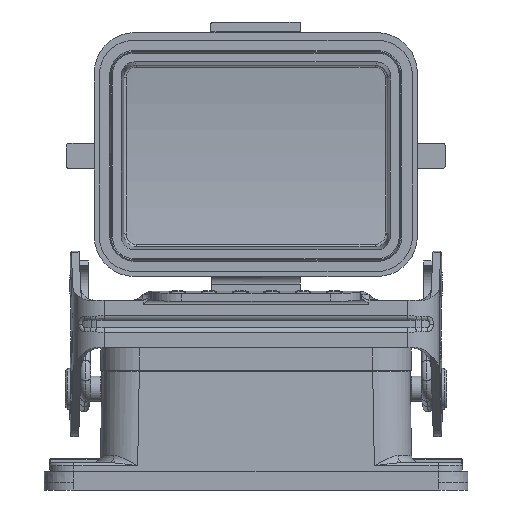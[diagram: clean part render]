
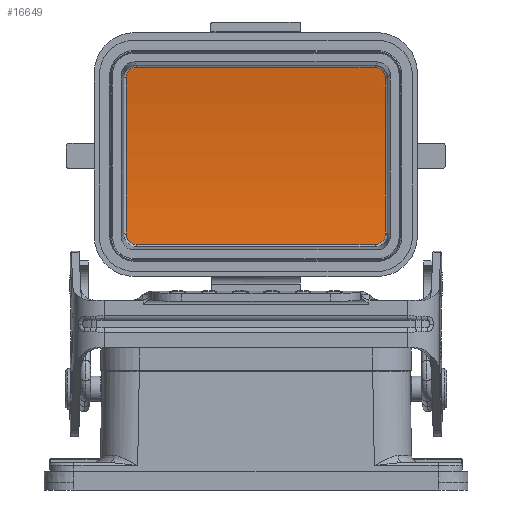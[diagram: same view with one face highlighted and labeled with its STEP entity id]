
A CAD part, left-side view. The second image highlights one B-rep face of the part: STEP entity #16649.
In plain terms, the highlighted cylindrical face has radius 117.991 mm (diameter 235.983 mm), a partial arc.
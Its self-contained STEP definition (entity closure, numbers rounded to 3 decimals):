
#672=CYLINDRICAL_SURFACE('',#53182,117.991);
#1482=CIRCLE('',#53178,117.991);
#1483=CIRCLE('',#53179,117.991);
#1484=CIRCLE('',#53180,117.991);
#1485=CIRCLE('',#53181,117.991);
#16649=ADVANCED_FACE('',(#18622),#672,.F.);
#18622=FACE_OUTER_BOUND('',#20028,.T.);
#20028=EDGE_LOOP('',(#26169,#26170,#26171,#26172,#26173,#26174,#26175,#26176,
#26177,#26178));
#21745=B_SPLINE_CURVE_WITH_KNOTS('',3,(#120486,#120487,#120488,#120489,
#120490,#120491,#120492,#120493,#120494,#120495,#120496,#120497,#120498,
#120499,#120500,#120501),.UNSPECIFIED.,.F.,.F.,(4,2,2,2,2,2,2,4),(0.,0.5,
0.563,0.625,0.75,0.813,
0.875,1.),.UNSPECIFIED.);
#21746=B_SPLINE_CURVE_WITH_KNOTS('',3,(#120507,#120508,#120509,#120510,
#120511,#120512,#120513,#120514,#120515,#120516),.UNSPECIFIED.,.F.,.F.,
(4,2,2,2,4),(0.,0.125,0.25,0.5,1.),
 .UNSPECIFIED.);
#21747=B_SPLINE_CURVE_WITH_KNOTS('',3,(#120520,#120521,#120522,#120523,
#120524,#120525,#120526,#120527,#120528,#120529,#120530,#120531,#120532,
#120533,#120534,#120535),.UNSPECIFIED.,.F.,.F.,(4,2,2,2,2,2,2,4),(0.,0.5,
0.563,0.625,0.75,0.813,0.875,
1.),.UNSPECIFIED.);
#21748=B_SPLINE_CURVE_WITH_KNOTS('',3,(#120541,#120542,#120543,#120544,
#120545,#120546,#120547,#120548,#120549,#120550),.UNSPECIFIED.,.F.,.F.,
(4,2,2,2,4),(0.,0.125,0.25,0.5,1.),
 .UNSPECIFIED.);
#26169=ORIENTED_EDGE('',*,*,#40633,.T.);
#26170=ORIENTED_EDGE('',*,*,#40634,.F.);
#26171=ORIENTED_EDGE('',*,*,#40635,.T.);
#26172=ORIENTED_EDGE('',*,*,#40636,.T.);
#26173=ORIENTED_EDGE('',*,*,#40637,.F.);
#26174=ORIENTED_EDGE('',*,*,#40638,.T.);
#26175=ORIENTED_EDGE('',*,*,#40639,.F.);
#26176=ORIENTED_EDGE('',*,*,#40640,.T.);
#26177=ORIENTED_EDGE('',*,*,#40641,.T.);
#26178=ORIENTED_EDGE('',*,*,#40642,.F.);
#33395=VERTEX_POINT('',#120484);
#33396=VERTEX_POINT('',#120485);
#33397=VERTEX_POINT('',#120502);
#33398=VERTEX_POINT('',#120504);
#33399=VERTEX_POINT('',#120506);
#33400=VERTEX_POINT('',#120517);
#33401=VERTEX_POINT('',#120519);
#33402=VERTEX_POINT('',#120536);
#33403=VERTEX_POINT('',#120538);
#33404=VERTEX_POINT('',#120540);
#40633=EDGE_CURVE('',#33395,#33396,#46063,.T.);
#40634=EDGE_CURVE('',#33397,#33396,#21745,.T.);
#40635=EDGE_CURVE('',#33397,#33398,#1482,.T.);
#40636=EDGE_CURVE('',#33398,#33399,#1483,.T.);
#40637=EDGE_CURVE('',#33400,#33399,#21746,.T.);
#40638=EDGE_CURVE('',#33400,#33401,#46064,.T.);
#40639=EDGE_CURVE('',#33402,#33401,#21747,.T.);
#40640=EDGE_CURVE('',#33402,#33403,#1484,.T.);
#40641=EDGE_CURVE('',#33403,#33404,#1485,.T.);
#40642=EDGE_CURVE('',#33395,#33404,#21748,.T.);
#46063=LINE('',#120483,#49773);
#46064=LINE('',#120518,#49774);
#49773=VECTOR('',#59681,1.);
#49774=VECTOR('',#59686,1.);
#53178=AXIS2_PLACEMENT_3D('',#120503,#59682,#59683);
#53179=AXIS2_PLACEMENT_3D('',#120505,#59684,#59685);
#53180=AXIS2_PLACEMENT_3D('',#120537,#59687,#59688);
#53181=AXIS2_PLACEMENT_3D('',#120539,#59689,#59690);
#53182=AXIS2_PLACEMENT_3D('',#120551,#59691,#59692);
#59681=DIRECTION('',(0.,1.,0.));
#59682=DIRECTION('',(0.,1.,0.));
#59683=DIRECTION('',(0.992,0.,0.127));
#59684=DIRECTION('',(0.,1.,0.));
#59685=DIRECTION('',(1.,0.,0.));
#59686=DIRECTION('',(0.,-1.,0.));
#59687=DIRECTION('',(0.,-1.,0.));
#59688=DIRECTION('',(0.992,0.,-0.127));
#59689=DIRECTION('',(0.,-1.,0.));
#59690=DIRECTION('',(1.,0.,0.));
#59691=DIRECTION('',(0.,1.,0.));
#59692=DIRECTION('',(1.,0.,0.));
#120483=CARTESIAN_POINT('',(44.903,-22.805,79.507));
#120484=CARTESIAN_POINT('',(44.903,-22.805,79.507));
#120485=CARTESIAN_POINT('',(44.903,22.883,79.507));
#120486=CARTESIAN_POINT('',(45.177,24.871,77.495));
#120487=CARTESIAN_POINT('',(45.111,24.87,78.014));
#120488=CARTESIAN_POINT('',(45.046,24.712,78.492));
#120489=CARTESIAN_POINT('',(44.978,24.229,78.979));
#120490=CARTESIAN_POINT('',(44.972,24.176,79.026));
#120491=CARTESIAN_POINT('',(44.96,24.074,79.108));
#120492=CARTESIAN_POINT('',(44.951,23.984,79.168));
#120493=CARTESIAN_POINT('',(44.95,23.969,79.179));
#120494=CARTESIAN_POINT('',(44.928,23.678,79.334));
#120495=CARTESIAN_POINT('',(44.923,23.591,79.369));
#120496=CARTESIAN_POINT('',(44.92,23.546,79.387));
#120497=CARTESIAN_POINT('',(44.914,23.421,79.428));
#120498=CARTESIAN_POINT('',(44.91,23.305,79.459));
#120499=CARTESIAN_POINT('',(44.904,23.117,79.497));
#120500=CARTESIAN_POINT('',(44.902,22.996,79.508));
#120501=CARTESIAN_POINT('',(44.903,22.883,79.507));
#120502=CARTESIAN_POINT('',(45.177,24.871,77.495));
#120503=CARTESIAN_POINT('',(-71.861,24.871,62.528));
#120504=CARTESIAN_POINT('',(46.131,24.871,62.528));
#120505=CARTESIAN_POINT('',(-71.861,24.871,62.528));
#120506=CARTESIAN_POINT('',(45.175,24.871,47.539));
#120507=CARTESIAN_POINT('',(44.9,22.883,45.528));
#120508=CARTESIAN_POINT('',(44.9,23.086,45.528));
#120509=CARTESIAN_POINT('',(44.904,23.216,45.556));
#120510=CARTESIAN_POINT('',(44.908,23.338,45.582));
#120511=CARTESIAN_POINT('',(44.918,23.567,45.652));
#120512=CARTESIAN_POINT('',(44.935,23.842,45.771));
#120513=CARTESIAN_POINT('',(44.956,24.091,45.92));
#120514=CARTESIAN_POINT('',(45.033,24.646,46.469));
#120515=CARTESIAN_POINT('',(45.108,24.874,47.016));
#120516=CARTESIAN_POINT('',(45.175,24.871,47.539));
#120517=CARTESIAN_POINT('',(44.9,22.883,45.528));
#120518=CARTESIAN_POINT('',(44.9,22.883,45.528));
#120519=CARTESIAN_POINT('',(44.9,-22.805,45.528));
#120520=CARTESIAN_POINT('',(45.175,-24.794,47.539));
#120521=CARTESIAN_POINT('',(45.108,-24.792,47.021));
#120522=CARTESIAN_POINT('',(45.044,-24.635,46.543));
#120523=CARTESIAN_POINT('',(44.975,-24.151,46.056));
#120524=CARTESIAN_POINT('',(44.969,-24.098,46.009));
#120525=CARTESIAN_POINT('',(44.957,-23.996,45.927));
#120526=CARTESIAN_POINT('',(44.948,-23.907,45.866));
#120527=CARTESIAN_POINT('',(44.947,-23.891,45.856));
#120528=CARTESIAN_POINT('',(44.925,-23.6,45.701));
#120529=CARTESIAN_POINT('',(44.92,-23.513,45.666));
#120530=CARTESIAN_POINT('',(44.917,-23.468,45.648));
#120531=CARTESIAN_POINT('',(44.911,-23.343,45.606));
#120532=CARTESIAN_POINT('',(44.907,-23.228,45.576));
#120533=CARTESIAN_POINT('',(44.901,-23.039,45.537));
#120534=CARTESIAN_POINT('',(44.899,-22.918,45.527));
#120535=CARTESIAN_POINT('',(44.9,-22.805,45.528));
#120536=CARTESIAN_POINT('',(45.175,-24.794,47.539));
#120537=CARTESIAN_POINT('',(-71.861,-24.794,62.528));
#120538=CARTESIAN_POINT('',(46.131,-24.794,62.528));
#120539=CARTESIAN_POINT('',(-71.861,-24.794,62.528));
#120540=CARTESIAN_POINT('',(45.177,-24.794,77.495));
#120541=CARTESIAN_POINT('',(44.903,-22.805,79.507));
#120542=CARTESIAN_POINT('',(44.903,-23.008,79.507));
#120543=CARTESIAN_POINT('',(44.907,-23.138,79.478));
#120544=CARTESIAN_POINT('',(44.911,-23.26,79.453));
#120545=CARTESIAN_POINT('',(44.921,-23.49,79.382));
#120546=CARTESIAN_POINT('',(44.938,-23.765,79.264));
#120547=CARTESIAN_POINT('',(44.959,-24.014,79.115));
#120548=CARTESIAN_POINT('',(45.036,-24.568,78.565));
#120549=CARTESIAN_POINT('',(45.11,-24.796,78.019));
#120550=CARTESIAN_POINT('',(45.177,-24.794,77.495));
#120551=CARTESIAN_POINT('',(-71.861,-30.959,62.528));
